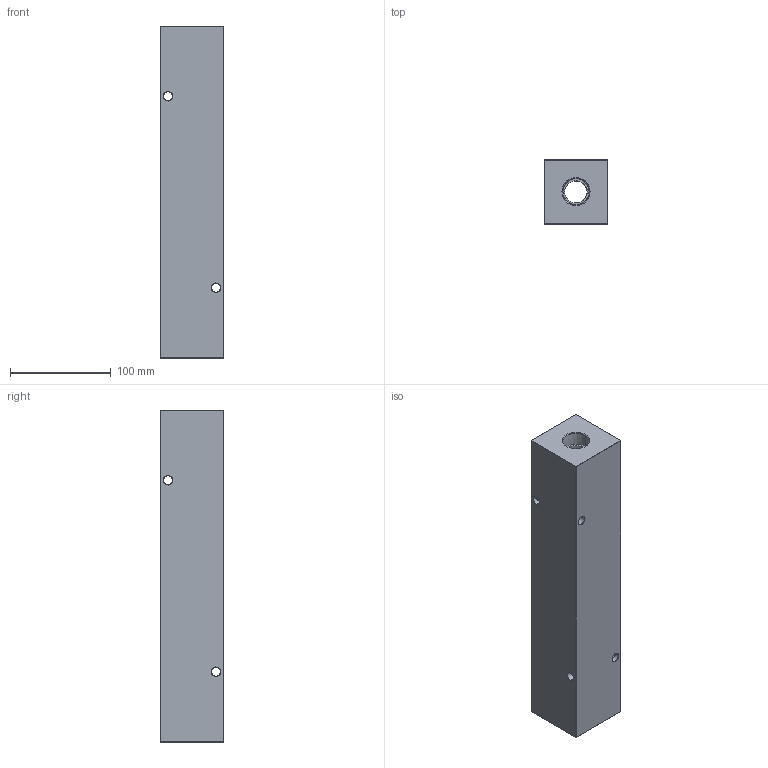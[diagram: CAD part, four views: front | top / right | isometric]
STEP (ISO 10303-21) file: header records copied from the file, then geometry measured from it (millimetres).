
FILE_DESCRIPTION (( 'STEP AP203' ), '1' );
FILE_NAME ('HM-5-90-P-12-12.STEP', '2020-10-30T16:32:16', ( '' ), ( '' ), 'SwSTEP 2.0', 'SolidWorks 2019', '' );
FILE_SCHEMA (( 'CONFIG_CONTROL_DESIGN' ));
Length unit declared in the file: inch
Products named in the file (1): HM-5-90-P-12-12
Bounding box: 63.5 x 63.5 x 330.2 mm (x, y, z)
Volume: 1077831.4 mm3; surface area: 132394.2 mm2
Topology: 1 solids, 1 shells, 559 faces, 1471 edges, 958 vertices
Faces by surface type: plane 284, bspline 188, cone 44, cylinder 43
Entity records: 26952 total; most frequent: CARTESIAN_POINT 14291, ORIENTED_EDGE 2942, DIRECTION 1949, EDGE_CURVE 1471, VERTEX_POINT 958, VECTOR 893, LINE 893, EDGE_LOOP 637
